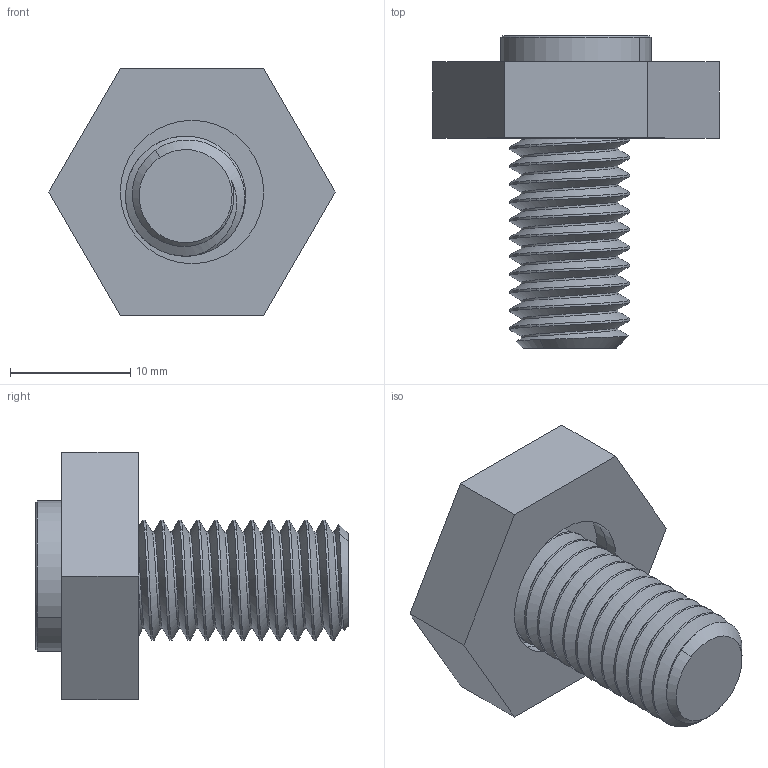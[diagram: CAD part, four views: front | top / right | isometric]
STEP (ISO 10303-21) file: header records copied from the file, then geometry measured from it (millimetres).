
FILE_DESCRIPTION (( 'STEP AP203' ), '1' );
FILE_NAME ('50210.STEP', '2020-05-01T14:20:43', ( 'Marc' ), ( 'Microsoft' ), 'SwSTEP 2.0', 'SolidWorks 2018', '' );
FILE_SCHEMA (( 'CONFIG_CONTROL_DESIGN' ));
Length unit declared in the file: inch
Products named in the file (3): 10586_10586; 50369_50369; 50210
Assembly tree (2 placements, depth 2):
  50210
    10586_10586
    50369_50369
Bounding box: 23.83 x 26 x 20.64 mm (x, y, z)
Volume: 3374.2 mm3; surface area: 2766.5 mm2
Topology: 2 solids, 2 shells, 68 faces, 166 edges, 105 vertices
Faces by surface type: cylinder 33, plane 19, cone 13, bspline 3
Entity records: 4511 total; most frequent: CARTESIAN_POINT 2786, ORIENTED_EDGE 332, DIRECTION 263, EDGE_CURVE 166, VERTEX_POINT 105, AXIS2_PLACEMENT_3D 97, EDGE_LOOP 73, VECTOR 69
